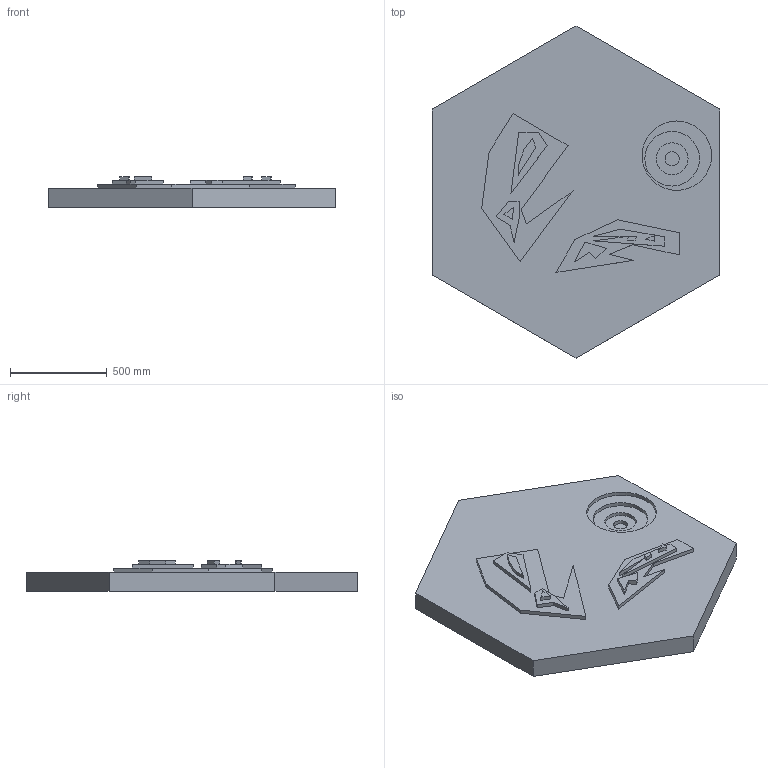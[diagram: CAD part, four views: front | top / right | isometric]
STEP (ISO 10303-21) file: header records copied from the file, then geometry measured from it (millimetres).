
FILE_DESCRIPTION(('STEP AP203'), '1');
FILE_NAME('', '2024-10-31T11:43:26', ('Default author'), ('Default organization'), 'C3D Converter', 'C3D Toolkit', 'Default authization');
FILE_SCHEMA(('CONFIG_CONTROL_DESIGN'));
Length unit declared in the file: millimetre
Products named in the file (14): 328ee556-45d4-4f07-acc9-7ee9788c502a; ec385f7a-6144-4d86-b97c-11216cd383d8; f5bd8bd8-39c1-47f8-8499-f673c580dfbe; fe9b4082-b4b4-4e54-9aa6-f3ad24a63668
Assembly tree (13 placements, depth 4):
  328ee556-45d4-4f07-acc9-7ee9788c502a
    ec385f7a-6144-4d86-b97c-11216cd383d8
      f5bd8bd8-39c1-47f8-8499-f673c580dfbe
        fe9b4082-b4b4-4e54-9aa6-f3ad24a63668
        fe9b4082-b4b4-4e54-9aa6-f3ad24a63668
        fe9b4082-b4b4-4e54-9aa6-f3ad24a63668
        fe9b4082-b4b4-4e54-9aa6-f3ad24a63668
        fe9b4082-b4b4-4e54-9aa6-f3ad24a63668
        fe9b4082-b4b4-4e54-9aa6-f3ad24a63668
        fe9b4082-b4b4-4e54-9aa6-f3ad24a63668
        fe9b4082-b4b4-4e54-9aa6-f3ad24a63668
        fe9b4082-b4b4-4e54-9aa6-f3ad24a63668
        fe9b4082-b4b4-4e54-9aa6-f3ad24a63668
        fe9b4082-b4b4-4e54-9aa6-f3ad24a63668
Bounding box: 1489.56 x 1720 x 160 mm (x, y, z)
Volume: 195302325.2 mm3; surface area: 5271358.8 mm2
Topology: 11 solids, 11 shells, 88 faces, 186 edges, 124 vertices
Faces by surface type: plane 84, cylinder 4
Full cylindrical faces by diameter (mm): 73.682 x1, 164.756 x1, 283.083 x1, 360 x1
Entity records: 3063 total; most frequent: CARTESIAN_POINT 408, DIRECTION 394, ORIENTED_EDGE 364, EDGE_CURVE 182, LINE 174, VECTOR 174, VERTEX_POINT 124, AXIS2_PLACEMENT_3D 110
